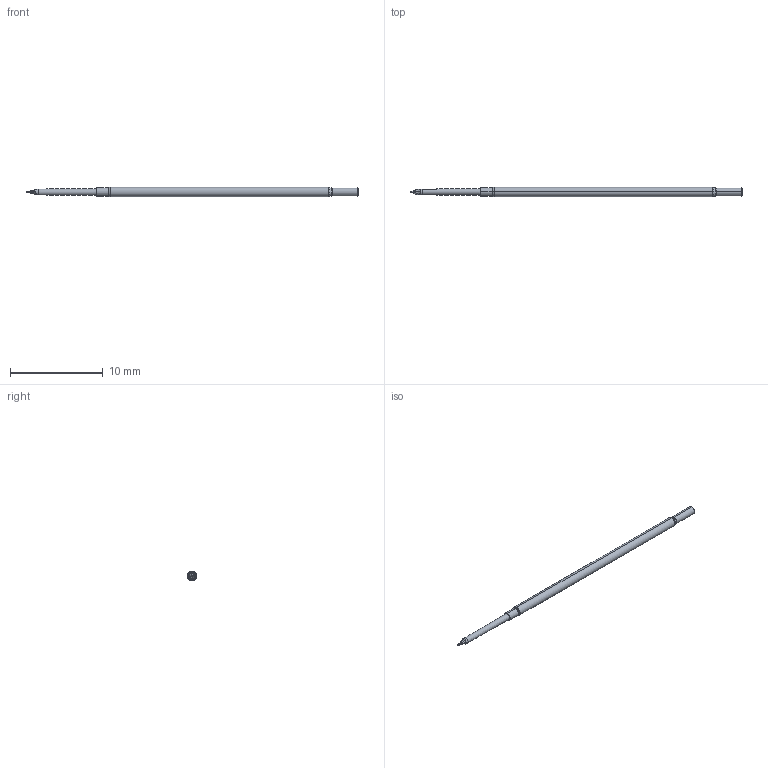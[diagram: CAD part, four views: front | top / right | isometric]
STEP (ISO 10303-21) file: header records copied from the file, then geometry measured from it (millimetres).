
FILE_DESCRIPTION (( 'STEP AP214' ), '1' );
FILE_NAME ('X50-PRP259R_-S.STEP', '2016-04-05T13:08:28', ( 'spare' ), ( '' ), 'SwSTEP 2.0', 'SolidWorks 2016', '' );
FILE_SCHEMA (( 'AUTOMOTIVE_DESIGN' ));
Length unit declared in the file: inch
Products named in the file (1): X50-PRP259R_-S
Bounding box: 35.81 x 1.02 x 1.02 mm (x, y, z)
Volume: 24.4 mm3; surface area: 103.9 mm2
Topology: 1 solids, 1 shells, 43 faces, 96 edges, 56 vertices
Faces by surface type: plane 19, cylinder 8, cone 8, torus 8
Entity records: 1771 total; most frequent: CARTESIAN_POINT 238, DIRECTION 204, ORIENTED_EDGE 192, EDGE_CURVE 96, AXIS2_PLACEMENT_3D 78, VERTEX_POINT 56, VECTOR 48, LINE 48
